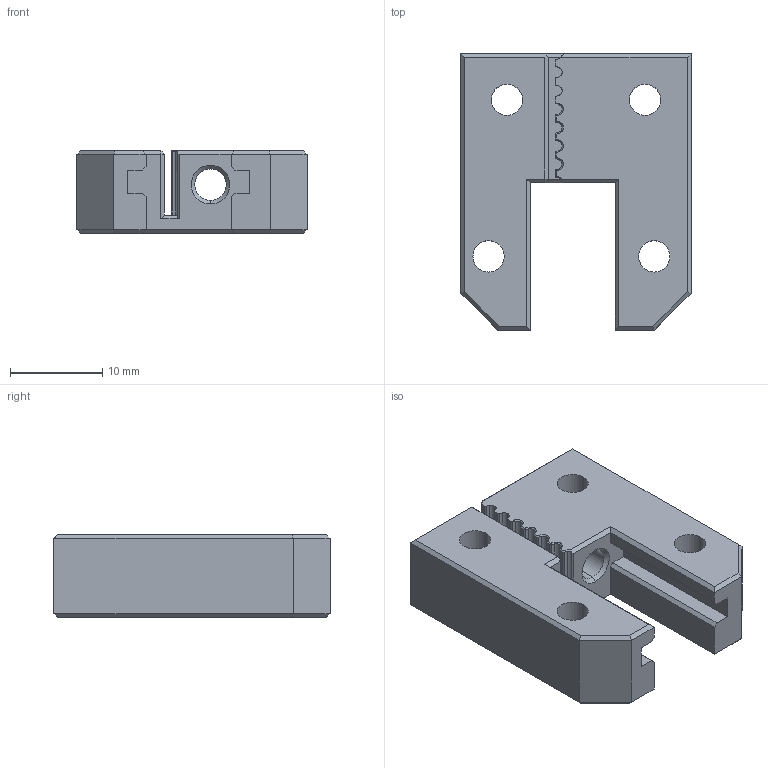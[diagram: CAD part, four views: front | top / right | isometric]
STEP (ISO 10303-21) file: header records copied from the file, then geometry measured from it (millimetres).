
FILE_DESCRIPTION (( 'STEP AP203' ), '1' );
FILE_NAME ('4.1 Selector Cart-65-c.STEP', '2024-10-29T21:19:26', ( '' ), ( '' ), 'SwSTEP 2.0', 'SolidWorks 2024', '' );
FILE_SCHEMA (( 'CONFIG_CONTROL_DESIGN' ));
Length unit declared in the file: millimetre
Products named in the file (1): 4.1 Selector Cart-65-c
Bounding box: 25 x 30 x 9 mm (x, y, z)
Volume: 4469.1 mm3; surface area: 3119.9 mm2
Topology: 1 solids, 1 shells, 155 faces, 394 edges, 242 vertices
Faces by surface type: plane 70, cylinder 50, cone 35
Entity records: 4728 total; most frequent: DIRECTION 831, CARTESIAN_POINT 819, ORIENTED_EDGE 788, EDGE_CURVE 394, AXIS2_PLACEMENT_3D 290, LINE 251, VECTOR 251, VERTEX_POINT 242
